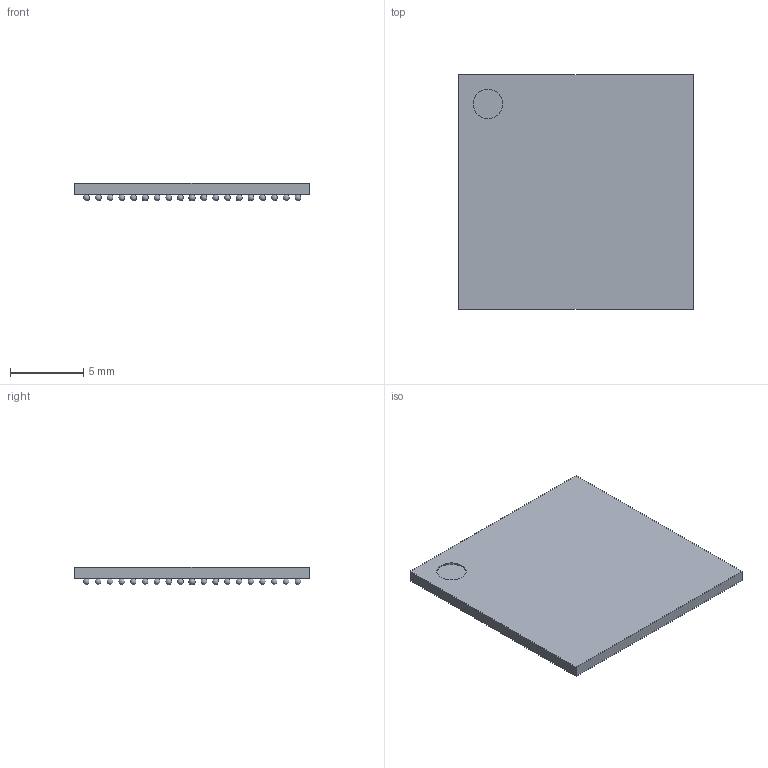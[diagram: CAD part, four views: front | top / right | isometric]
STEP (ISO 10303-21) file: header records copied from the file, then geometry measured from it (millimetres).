
FILE_DESCRIPTION(('FreeCAD Model'),'2;1');
FILE_NAME('1076508.1.1.stp','2020-04-09T21:03:16',( 'Author'),(''),'Open CASCADE STEP processor 6.9','FreeCAD','Unknown' );
FILE_SCHEMA(('AUTOMOTIVE_DESIGN { 1 0 10303 214 1 1 1 1 }'));
Length unit declared in the file: millimetre
Products named in the file (3): ASSEMBLY; Array; Body
Assembly tree (2 placements, depth 2):
  ASSEMBLY
    Array
    Body
Bounding box: 16 x 16 x 1.2 mm (x, y, z)
Volume: 211.8 mm3; surface area: 771.7 mm2
Topology: 362 solids, 362 shells, 369 faces, 1098 edges, 732 vertices
Faces by surface type: sphere 361, plane 7, cylinder 1
Full cylindrical faces by diameter (mm): 2 x1
Entity records: 8036 total; most frequent: DIRECTION 791, CARTESIAN_POINT 788, AXIS2_PLACEMENT_3D 374, VERTEX_POINT 371, FACE_BOUND 370, ADVANCED_FACE 369, MANIFOLD_SOLID_BREP 362, CLOSED_SHELL 362
